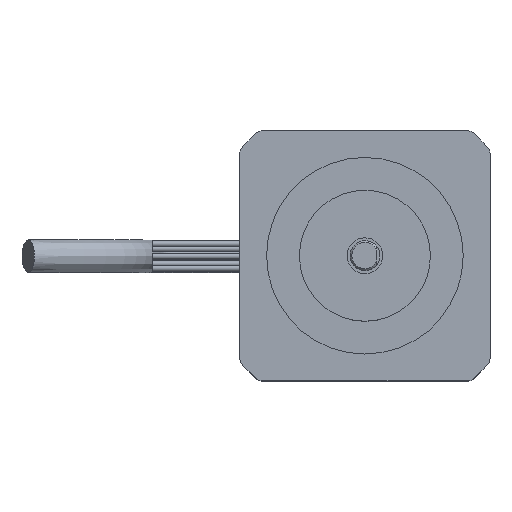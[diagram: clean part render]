
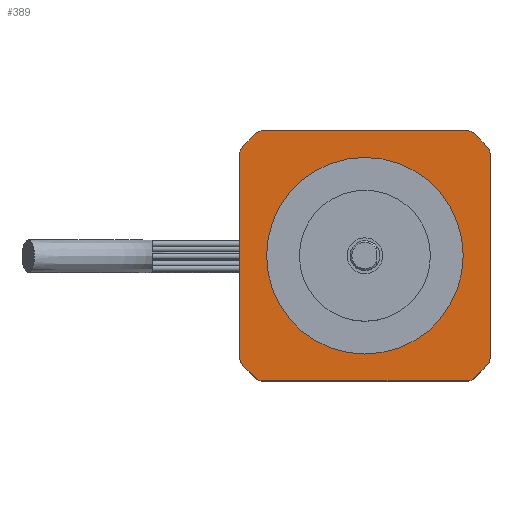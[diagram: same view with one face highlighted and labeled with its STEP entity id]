
A CAD part, top view. The second image highlights one B-rep face of the part: STEP entity #389.
In plain terms, the highlighted planar face has unit normal (0, 0, 1).
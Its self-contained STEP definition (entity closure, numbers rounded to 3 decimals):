
#389 = ADVANCED_FACE( '', ( #846, #847 ), #848, .T. );
#846 = FACE_BOUND( '', #1816, .T. );
#847 = FACE_OUTER_BOUND( '', #1817, .T. );
#848 = PLANE( '', #1818 );
#1816 = EDGE_LOOP( '', ( #2856 ) );
#1817 = EDGE_LOOP( '', ( #2857, #2858, #2859, #2860, #2861, #2862, #2863, #2864, #2865, #2866, #2867, #2868, #2869, #2870, #2871, #2872 ) );
#1818 = AXIS2_PLACEMENT_3D( '', #2873, #2874, #2875 );
#2856 = ORIENTED_EDGE( '', *, *, #4021, .T. );
#2857 = ORIENTED_EDGE( '', *, *, #3721, .T. );
#2858 = ORIENTED_EDGE( '', *, *, #3986, .T. );
#2859 = ORIENTED_EDGE( '', *, *, #4022, .T. );
#2860 = ORIENTED_EDGE( '', *, *, #4023, .T. );
#2861 = ORIENTED_EDGE( '', *, *, #3979, .T. );
#2862 = ORIENTED_EDGE( '', *, *, #3880, .T. );
#2863 = ORIENTED_EDGE( '', *, *, #4024, .T. );
#2864 = ORIENTED_EDGE( '', *, *, #4025, .T. );
#2865 = ORIENTED_EDGE( '', *, *, #3894, .T. );
#2866 = ORIENTED_EDGE( '', *, *, #4026, .T. );
#2867 = ORIENTED_EDGE( '', *, *, #4027, .T. );
#2868 = ORIENTED_EDGE( '', *, *, #4018, .T. );
#2869 = ORIENTED_EDGE( '', *, *, #3942, .T. );
#2870 = ORIENTED_EDGE( '', *, *, #4028, .T. );
#2871 = ORIENTED_EDGE( '', *, *, #4029, .T. );
#2872 = ORIENTED_EDGE( '', *, *, #3871, .T. );
#2873 = CARTESIAN_POINT( '', ( 0., 0., 0. ) );
#2874 = DIRECTION( '', ( 0., 0., 1. ) );
#2875 = DIRECTION( '', ( 1., 0., 0. ) );
#3721 = EDGE_CURVE( '', #4327, #4325, #4328, .T. );
#3871 = EDGE_CURVE( '', #4577, #4327, #4578, .T. );
#3880 = EDGE_CURVE( '', #4592, #4590, #4593, .T. );
#3894 = EDGE_CURVE( '', #4615, #4616, #4617, .T. );
#3942 = EDGE_CURVE( '', #4692, #4690, #4693, .T. );
#3979 = EDGE_CURVE( '', #4746, #4592, #4747, .T. );
#3986 = EDGE_CURVE( '', #4325, #4756, #4758, .T. );
#4018 = EDGE_CURVE( '', #4804, #4692, #4805, .T. );
#4021 = EDGE_CURVE( '', #4808, #4808, #4809, .T. );
#4022 = EDGE_CURVE( '', #4756, #4810, #4811, .T. );
#4023 = EDGE_CURVE( '', #4810, #4746, #4812, .T. );
#4024 = EDGE_CURVE( '', #4590, #4813, #4814, .T. );
#4025 = EDGE_CURVE( '', #4813, #4615, #4815, .T. );
#4026 = EDGE_CURVE( '', #4616, #4816, #4817, .T. );
#4027 = EDGE_CURVE( '', #4816, #4804, #4818, .T. );
#4028 = EDGE_CURVE( '', #4690, #4819, #4820, .T. );
#4029 = EDGE_CURVE( '', #4819, #4577, #4821, .T. );
#4325 = VERTEX_POINT( '', #5181 );
#4327 = VERTEX_POINT( '', #5184 );
#4328 = LINE( '', #5185, #5186 );
#4577 = VERTEX_POINT( '', #5608 );
#4578 = CIRCLE( '', #5609, 1.5 );
#4590 = VERTEX_POINT( '', #5625 );
#4592 = VERTEX_POINT( '', #5628 );
#4593 = CIRCLE( '', #5629, 1.5 );
#4615 = VERTEX_POINT( '', #5659 );
#4616 = VERTEX_POINT( '', #5660 );
#4617 = LINE( '', #5661, #5662 );
#4690 = VERTEX_POINT( '', #5792 );
#4692 = VERTEX_POINT( '', #5795 );
#4693 = LINE( '', #5796, #5797 );
#4746 = VERTEX_POINT( '', #5863 );
#4747 = LINE( '', #5864, #5865 );
#4756 = VERTEX_POINT( '', #5877 );
#4758 = CIRCLE( '', #5880, 1.5 );
#4804 = VERTEX_POINT( '', #5949 );
#4805 = CIRCLE( '', #5950, 1.5 );
#4808 = VERTEX_POINT( '', #5954 );
#4809 = CIRCLE( '', #5955, 16.5 );
#4810 = VERTEX_POINT( '', #5956 );
#4811 = CIRCLE( '', #5957, 27.5 );
#4812 = CIRCLE( '', #5958, 1.5 );
#4813 = VERTEX_POINT( '', #5959 );
#4814 = CIRCLE( '', #5960, 27.5 );
#4815 = CIRCLE( '', #5961, 1.5 );
#4816 = VERTEX_POINT( '', #5962 );
#4817 = CIRCLE( '', #5963, 1.5 );
#4818 = CIRCLE( '', #5964, 27.5 );
#4819 = VERTEX_POINT( '', #5965 );
#4820 = CIRCLE( '', #5966, 1.5 );
#4821 = CIRCLE( '', #5967, 27.5 );
#5181 = CARTESIAN_POINT( '', ( 21., 17.197, 0. ) );
#5184 = CARTESIAN_POINT( '', ( 21., -17.197, 0. ) );
#5185 = CARTESIAN_POINT( '', ( 21., -17.755, 0. ) );
#5186 = VECTOR( '', #6397, 1000. );
#5608 = CARTESIAN_POINT( '', ( 20.625, -18.19, 0. ) );
#5609 = AXIS2_PLACEMENT_3D( '', #6606, #6607, #6608 );
#5625 = CARTESIAN_POINT( '', ( -18.19, 20.625, 0. ) );
#5628 = CARTESIAN_POINT( '', ( -17.197, 21., 0. ) );
#5629 = AXIS2_PLACEMENT_3D( '', #6617, #6618, #6619 );
#5659 = CARTESIAN_POINT( '', ( -21., 17.197, 0. ) );
#5660 = CARTESIAN_POINT( '', ( -21., -17.197, 0. ) );
#5661 = CARTESIAN_POINT( '', ( -21., 17.755, 0. ) );
#5662 = VECTOR( '', #6634, 1000. );
#5792 = CARTESIAN_POINT( '', ( 17.197, -21., 0. ) );
#5795 = CARTESIAN_POINT( '', ( -17.197, -21., 0. ) );
#5796 = CARTESIAN_POINT( '', ( -17.755, -21., 0. ) );
#5797 = VECTOR( '', #6702, 1000. );
#5863 = CARTESIAN_POINT( '', ( 17.197, 21., 0. ) );
#5864 = CARTESIAN_POINT( '', ( 17.755, 21., 0. ) );
#5865 = VECTOR( '', #6764, 1000. );
#5877 = CARTESIAN_POINT( '', ( 20.625, 18.19, 0. ) );
#5880 = AXIS2_PLACEMENT_3D( '', #6772, #6773, #6774 );
#5949 = CARTESIAN_POINT( '', ( -18.19, -20.625, 0. ) );
#5950 = AXIS2_PLACEMENT_3D( '', #6811, #6812, #6813 );
#5954 = CARTESIAN_POINT( '', ( 0., -16.5, 0. ) );
#5955 = AXIS2_PLACEMENT_3D( '', #6815, #6816, #6817 );
#5956 = CARTESIAN_POINT( '', ( 18.19, 20.625, 0. ) );
#5957 = AXIS2_PLACEMENT_3D( '', #6818, #6819, #6820 );
#5958 = AXIS2_PLACEMENT_3D( '', #6821, #6822, #6823 );
#5959 = CARTESIAN_POINT( '', ( -20.625, 18.19, 0. ) );
#5960 = AXIS2_PLACEMENT_3D( '', #6824, #6825, #6826 );
#5961 = AXIS2_PLACEMENT_3D( '', #6827, #6828, #6829 );
#5962 = CARTESIAN_POINT( '', ( -20.625, -18.19, 0. ) );
#5963 = AXIS2_PLACEMENT_3D( '', #6830, #6831, #6832 );
#5964 = AXIS2_PLACEMENT_3D( '', #6833, #6834, #6835 );
#5965 = CARTESIAN_POINT( '', ( 18.19, -20.625, 0. ) );
#5966 = AXIS2_PLACEMENT_3D( '', #6836, #6837, #6838 );
#5967 = AXIS2_PLACEMENT_3D( '', #6839, #6840, #6841 );
#6397 = DIRECTION( '', ( 0., 1., 0. ) );
#6606 = CARTESIAN_POINT( '', ( 19.5, -17.197, 0. ) );
#6607 = DIRECTION( '', ( 0., 0., 1. ) );
#6608 = DIRECTION( '', ( 1., 0., 0. ) );
#6617 = CARTESIAN_POINT( '', ( -17.197, 19.5, 0. ) );
#6618 = DIRECTION( '', ( 0., 0., 1. ) );
#6619 = DIRECTION( '', ( 1., 0., 0. ) );
#6634 = DIRECTION( '', ( 0., -1., 0. ) );
#6702 = DIRECTION( '', ( 1., 0., 0. ) );
#6764 = DIRECTION( '', ( -1., 0., 0. ) );
#6772 = CARTESIAN_POINT( '', ( 19.5, 17.197, 0. ) );
#6773 = DIRECTION( '', ( 0., 0., 1. ) );
#6774 = DIRECTION( '', ( 1., 0., 0. ) );
#6811 = CARTESIAN_POINT( '', ( -17.197, -19.5, 0. ) );
#6812 = DIRECTION( '', ( 0., 0., 1. ) );
#6813 = DIRECTION( '', ( 1., 0., 0. ) );
#6815 = CARTESIAN_POINT( '', ( 0., 0., 0. ) );
#6816 = DIRECTION( '', ( 0., 0., -1. ) );
#6817 = DIRECTION( '', ( 0., -1., 0. ) );
#6818 = CARTESIAN_POINT( '', ( 0., 0., 0. ) );
#6819 = DIRECTION( '', ( 0., 0., 1. ) );
#6820 = DIRECTION( '', ( 1., 0., 0. ) );
#6821 = CARTESIAN_POINT( '', ( 17.197, 19.5, 0. ) );
#6822 = DIRECTION( '', ( 0., 0., 1. ) );
#6823 = DIRECTION( '', ( 1., 0., 0. ) );
#6824 = CARTESIAN_POINT( '', ( 0., 0., 0. ) );
#6825 = DIRECTION( '', ( 0., 0., 1. ) );
#6826 = DIRECTION( '', ( 1., 0., 0. ) );
#6827 = CARTESIAN_POINT( '', ( -19.5, 17.197, 0. ) );
#6828 = DIRECTION( '', ( 0., 0., 1. ) );
#6829 = DIRECTION( '', ( 1., 0., 0. ) );
#6830 = CARTESIAN_POINT( '', ( -19.5, -17.197, 0. ) );
#6831 = DIRECTION( '', ( 0., 0., 1. ) );
#6832 = DIRECTION( '', ( 1., 0., 0. ) );
#6833 = CARTESIAN_POINT( '', ( 0., 0., 0. ) );
#6834 = DIRECTION( '', ( 0., 0., 1. ) );
#6835 = DIRECTION( '', ( 1., 0., 0. ) );
#6836 = CARTESIAN_POINT( '', ( 17.197, -19.5, 0. ) );
#6837 = DIRECTION( '', ( 0., 0., 1. ) );
#6838 = DIRECTION( '', ( 1., 0., 0. ) );
#6839 = CARTESIAN_POINT( '', ( 0., 0., 0. ) );
#6840 = DIRECTION( '', ( 0., 0., 1. ) );
#6841 = DIRECTION( '', ( 1., 0., 0. ) );
